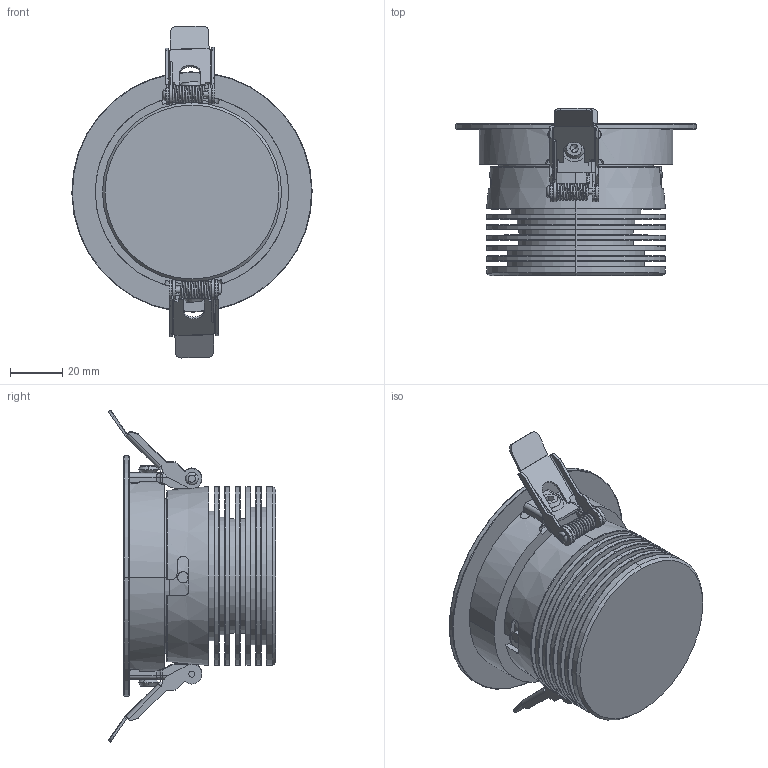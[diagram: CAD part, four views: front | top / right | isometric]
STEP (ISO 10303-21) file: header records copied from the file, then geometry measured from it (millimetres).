
FILE_DESCRIPTION (( 'STEP AP214' ), '1' );
FILE_NAME ('DOT.STEP', '2022-08-12T09:04:52', ( '' ), ( '' ), 'SwSTEP 2.0', 'SolidWorks 2018', '' );
FILE_SCHEMA (( 'AUTOMOTIVE_DESIGN' ));
Length unit declared in the file: millimetre
Products named in the file (1): DOT
Bounding box: 91.99 x 63.99 x 127.06 mm (x, y, z)
Volume: 135236.6 mm3; surface area: 68704.8 mm2
Topology: 12 solids, 13 shells, 712 faces, 1740 edges, 1057 vertices
Faces by surface type: plane 255, cylinder 238, bspline 137, torus 52, cone 30
Entity records: 55636 total; most frequent: CARTESIAN_POINT 32154, ORIENTED_EDGE 3440, DIRECTION 3068, EDGE_CURVE 1720, AXIS2_PLACEMENT_3D 1168, VERTEX_POINT 1057, EDGE_LOOP 763, LINE 732
